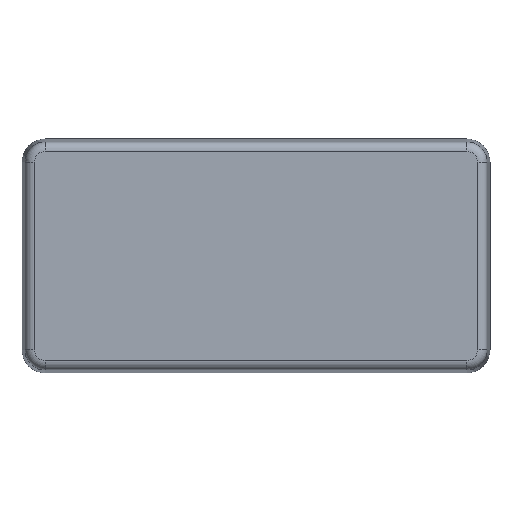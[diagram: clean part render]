
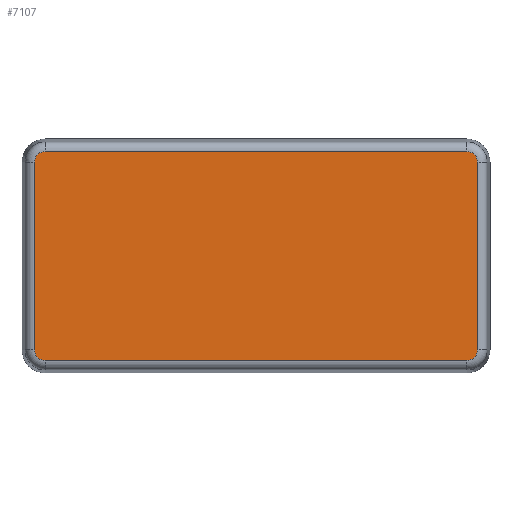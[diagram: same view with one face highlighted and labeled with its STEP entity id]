
A CAD part, front view. The second image highlights one B-rep face of the part: STEP entity #7107.
In plain terms, the highlighted face is planar.
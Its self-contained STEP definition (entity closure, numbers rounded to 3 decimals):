
#93=CIRCLE('',#7432,2.345);
#97=CIRCLE('',#7437,2.345);
#101=CIRCLE('',#7444,2.345);
#105=CIRCLE('',#7449,2.345);
#756=FACE_OUTER_BOUND('',#1190,.T.);
#1190=EDGE_LOOP('',(#5804,#5805,#5806,#5807,#5808,#5809,#5810,#5811));
#2013=LINE('',#12183,#2648);
#2015=LINE('',#12203,#2650);
#2018=LINE('',#12210,#2653);
#2020=LINE('',#12225,#2655);
#2648=VECTOR('',#8472,40.);
#2650=VECTOR('',#8496,90.);
#2653=VECTOR('',#8503,90.);
#2655=VECTOR('',#8523,40.);
#3283=VERTEX_POINT('',#12180);
#3284=VERTEX_POINT('',#12182);
#3287=VERTEX_POINT('',#12189);
#3288=VERTEX_POINT('',#12194);
#3291=VERTEX_POINT('',#12201);
#3292=VERTEX_POINT('',#12206);
#3295=VERTEX_POINT('',#12213);
#3296=VERTEX_POINT('',#12218);
#4150=EDGE_CURVE('',#3283,#3284,#2013,.T.);
#4154=EDGE_CURVE('',#3287,#3283,#93,.T.);
#4158=EDGE_CURVE('',#3284,#3288,#97,.T.);
#4160=EDGE_CURVE('',#3291,#3287,#2015,.T.);
#4164=EDGE_CURVE('',#3288,#3292,#2018,.T.);
#4166=EDGE_CURVE('',#3295,#3291,#101,.T.);
#4170=EDGE_CURVE('',#3292,#3296,#105,.T.);
#4172=EDGE_CURVE('',#3296,#3295,#2020,.T.);
#5804=ORIENTED_EDGE('',*,*,#4150,.F.);
#5805=ORIENTED_EDGE('',*,*,#4154,.F.);
#5806=ORIENTED_EDGE('',*,*,#4160,.F.);
#5807=ORIENTED_EDGE('',*,*,#4166,.F.);
#5808=ORIENTED_EDGE('',*,*,#4172,.F.);
#5809=ORIENTED_EDGE('',*,*,#4170,.F.);
#5810=ORIENTED_EDGE('',*,*,#4164,.F.);
#5811=ORIENTED_EDGE('',*,*,#4158,.F.);
#6812=PLANE('',#7457);
#7107=ADVANCED_FACE('',(#756),#6812,.F.);
#7432=AXIS2_PLACEMENT_3D('',#12191,#8480,#8481);
#7437=AXIS2_PLACEMENT_3D('',#12198,#8490,#8491);
#7444=AXIS2_PLACEMENT_3D('',#12215,#8508,#8509);
#7449=AXIS2_PLACEMENT_3D('',#12222,#8518,#8519);
#7457=AXIS2_PLACEMENT_3D('',#12244,#8543,#8544);
#8472=DIRECTION('',(0.,-1.,0.));
#8480=DIRECTION('center_axis',(0.,0.,1.));
#8481=DIRECTION('ref_axis',(-0.707,0.707,0.));
#8490=DIRECTION('center_axis',(0.,0.,1.));
#8491=DIRECTION('ref_axis',(-0.707,-0.707,0.));
#8496=DIRECTION('',(-1.,0.,0.));
#8503=DIRECTION('',(1.,0.,0.));
#8508=DIRECTION('center_axis',(0.,0.,1.));
#8509=DIRECTION('ref_axis',(0.707,0.707,0.));
#8518=DIRECTION('center_axis',(0.,0.,1.));
#8519=DIRECTION('ref_axis',(0.707,-0.707,0.));
#8523=DIRECTION('',(0.,1.,0.));
#8543=DIRECTION('center_axis',(0.,0.,1.));
#8544=DIRECTION('ref_axis',(1.,0.,0.));
#12180=CARTESIAN_POINT('',(-47.345,20.,-27.));
#12182=CARTESIAN_POINT('',(-47.345,-20.,-27.));
#12183=CARTESIAN_POINT('',(-47.345,10.,-27.));
#12189=CARTESIAN_POINT('',(-45.,22.345,-27.));
#12191=CARTESIAN_POINT('Origin',(-45.,20.,-27.));
#12194=CARTESIAN_POINT('',(-45.,-22.345,-27.));
#12198=CARTESIAN_POINT('Origin',(-45.,-20.,-27.));
#12201=CARTESIAN_POINT('',(45.,22.345,-27.));
#12203=CARTESIAN_POINT('',(0.,22.345,-27.));
#12206=CARTESIAN_POINT('',(45.,-22.345,-27.));
#12210=CARTESIAN_POINT('',(-22.5,-22.345,-27.));
#12213=CARTESIAN_POINT('',(47.345,20.,-27.));
#12215=CARTESIAN_POINT('Origin',(45.,20.,-27.));
#12218=CARTESIAN_POINT('',(47.345,-20.,-27.));
#12222=CARTESIAN_POINT('Origin',(45.,-20.,-27.));
#12225=CARTESIAN_POINT('',(47.345,0.,-27.));
#12244=CARTESIAN_POINT('Origin',(0.,0.,
-27.));
